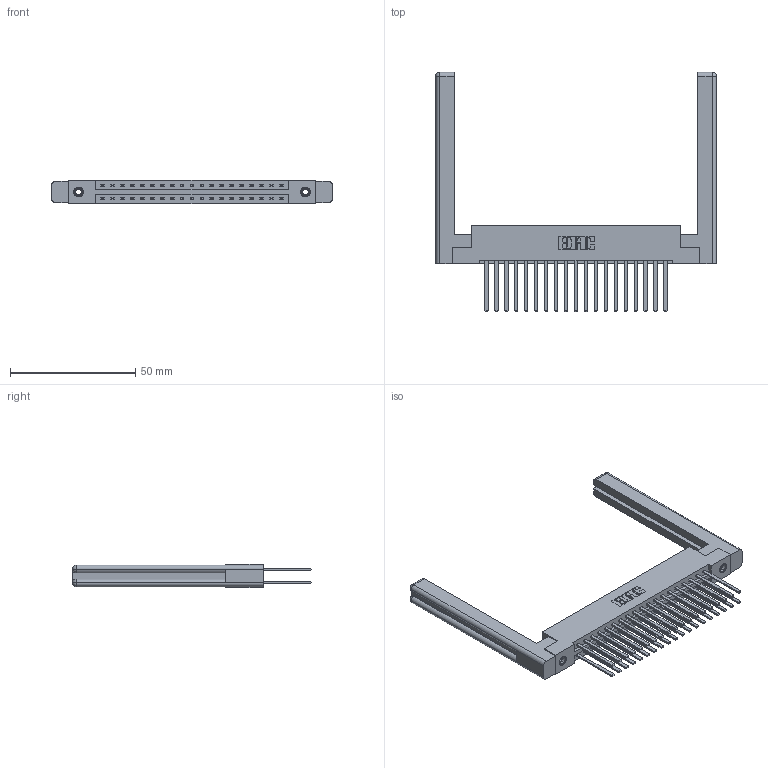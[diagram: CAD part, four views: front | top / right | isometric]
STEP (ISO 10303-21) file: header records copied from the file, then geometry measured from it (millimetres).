
FILE_DESCRIPTION (( 'STEP AP203' ), '1' );
FILE_NAME ('387-038-544-258.STEP', '2019-10-17T21:52:48', ( '' ), ( '' ), 'SwSTEP 2.0', 'SolidWorks 2016', '' );
FILE_SCHEMA (( 'CONFIG_CONTROL_DESIGN' ));
Length unit declared in the file: inch
Products named in the file (5): 387-038-544-258; 337 Part_Flush Mounting Lugs - 0.156 Dia-TI; 307-220-058; 345-292-001_345-293-144; 345-250-001_345-250-001-102
Assembly tree (43 placements, depth 2):
  387-038-544-258
    337 Part_Flush Mounting Lugs - 0.156 Dia-TI
    345-292-001_345-293-144  x38
    345-250-001_345-250-001-102  x2
    307-220-058  x2
Bounding box: 111.91 x 95.38 x 9.4 mm (x, y, z)
Volume: 19163.1 mm3; surface area: 20153 mm2
Topology: 43 solids, 43 shells, 2080 faces, 6099 edges, 4002 vertices
Faces by surface type: plane 1446, cylinder 610, cone 12, torus 12
Entity records: 20156 total; most frequent: CARTESIAN_POINT 3421, ORIENTED_EDGE 3296, DIRECTION 2964, EDGE_CURVE 1648, VECTOR 1476, LINE 1476, VERTEX_POINT 1090, AXIS2_PLACEMENT_3D 744
